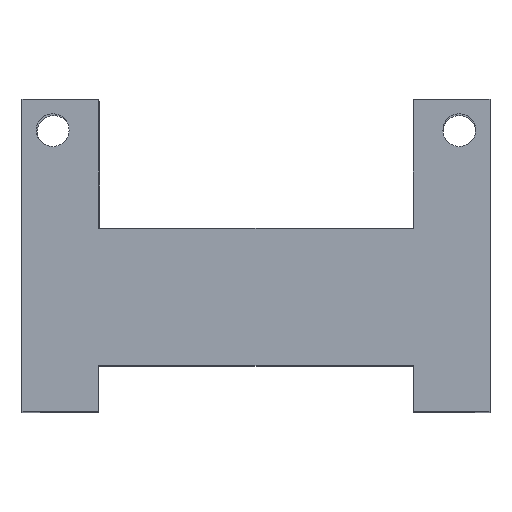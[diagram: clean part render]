
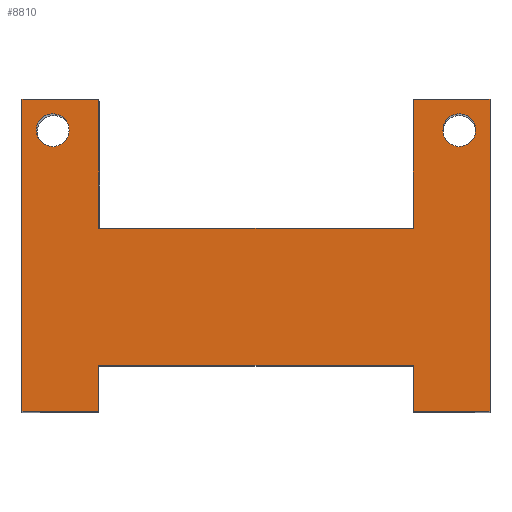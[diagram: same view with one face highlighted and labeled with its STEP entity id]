
A CAD part, top view. The second image highlights one B-rep face of the part: STEP entity #8810.
In plain terms, the highlighted planar face has unit normal (0, 0, 1).
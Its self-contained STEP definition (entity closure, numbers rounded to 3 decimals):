
#21=FACE_BOUND('',#889,.T.);
#22=FACE_BOUND('',#890,.T.);
#27=CIRCLE('',#9228,5.343);
#29=CIRCLE('',#9231,5.343);
#462=FACE_OUTER_BOUND('',#888,.T.);
#888=EDGE_LOOP('',(#7961,#7962,#7963,#7964,#7965,#7966,#7967,#7968,#7969,
#7970,#7971,#7972));
#889=EDGE_LOOP('',(#7973));
#890=EDGE_LOOP('',(#7974));
#2070=LINE('',#13737,#3315);
#2074=LINE('',#13746,#3319);
#2078=LINE('',#13753,#3323);
#2082=LINE('',#13769,#3327);
#2087=LINE('',#13778,#3332);
#2124=LINE('',#13850,#3369);
#2126=LINE('',#13854,#3371);
#2128=LINE('',#13858,#3373);
#2130=LINE('',#13862,#3375);
#2132=LINE('',#13866,#3377);
#2134=LINE('',#13869,#3379);
#2135=LINE('',#13871,#3380);
#3315=VECTOR('',#11235,10.);
#3319=VECTOR('',#11241,10.);
#3323=VECTOR('',#11247,10.);
#3327=VECTOR('',#11265,10.);
#3332=VECTOR('',#11272,10.);
#3369=VECTOR('',#11335,10.);
#3371=VECTOR('',#11339,10.);
#3373=VECTOR('',#11343,10.);
#3375=VECTOR('',#11347,10.);
#3377=VECTOR('',#11351,10.);
#3379=VECTOR('',#11355,10.);
#3380=VECTOR('',#11358,10.);
#4174=VERTEX_POINT('',#13735);
#4175=VERTEX_POINT('',#13736);
#4178=VERTEX_POINT('',#13744);
#4179=VERTEX_POINT('',#13745);
#4182=VERTEX_POINT('',#13756);
#4184=VERTEX_POINT('',#13762);
#4186=VERTEX_POINT('',#13768);
#4189=VERTEX_POINT('',#13776);
#4210=VERTEX_POINT('',#13847);
#4211=VERTEX_POINT('',#13849);
#4212=VERTEX_POINT('',#13853);
#4213=VERTEX_POINT('',#13857);
#4214=VERTEX_POINT('',#13861);
#4215=VERTEX_POINT('',#13865);
#5399=EDGE_CURVE('',#4174,#4175,#2070,.T.);
#5403=EDGE_CURVE('',#4178,#4179,#2074,.T.);
#5407=EDGE_CURVE('',#4175,#4178,#2078,.T.);
#5409=EDGE_CURVE('',#4182,#4182,#27,.T.);
#5412=EDGE_CURVE('',#4184,#4184,#29,.T.);
#5415=EDGE_CURVE('',#4186,#4174,#2082,.T.);
#5420=EDGE_CURVE('',#4179,#4189,#2087,.T.);
#5457=EDGE_CURVE('',#4211,#4210,#2124,.T.);
#5459=EDGE_CURVE('',#4212,#4211,#2126,.T.);
#5461=EDGE_CURVE('',#4213,#4212,#2128,.T.);
#5463=EDGE_CURVE('',#4214,#4213,#2130,.T.);
#5465=EDGE_CURVE('',#4215,#4214,#2132,.T.);
#5467=EDGE_CURVE('',#4189,#4215,#2134,.T.);
#5468=EDGE_CURVE('',#4210,#4186,#2135,.T.);
#7961=ORIENTED_EDGE('',*,*,#5403,.T.);
#7962=ORIENTED_EDGE('',*,*,#5420,.T.);
#7963=ORIENTED_EDGE('',*,*,#5467,.T.);
#7964=ORIENTED_EDGE('',*,*,#5465,.T.);
#7965=ORIENTED_EDGE('',*,*,#5463,.T.);
#7966=ORIENTED_EDGE('',*,*,#5461,.T.);
#7967=ORIENTED_EDGE('',*,*,#5459,.T.);
#7968=ORIENTED_EDGE('',*,*,#5457,.T.);
#7969=ORIENTED_EDGE('',*,*,#5468,.T.);
#7970=ORIENTED_EDGE('',*,*,#5415,.T.);
#7971=ORIENTED_EDGE('',*,*,#5399,.T.);
#7972=ORIENTED_EDGE('',*,*,#5407,.T.);
#7973=ORIENTED_EDGE('',*,*,#5409,.T.);
#7974=ORIENTED_EDGE('',*,*,#5412,.T.);
#8390=PLANE('',#9254);
#8810=ADVANCED_FACE('',(#462,#21,#22),#8390,.T.);
#9228=AXIS2_PLACEMENT_3D('',#13757,#11251,#11252);
#9231=AXIS2_PLACEMENT_3D('',#13763,#11258,#11259);
#9254=AXIS2_PLACEMENT_3D('',#13872,#11359,#11360);
#11235=DIRECTION('',(0.,-1.,0.));
#11241=DIRECTION('',(0.,1.,0.));
#11247=DIRECTION('',(-1.,0.,0.));
#11251=DIRECTION('center_axis',(0.,0.,-1.));
#11252=DIRECTION('ref_axis',(1.,0.,0.));
#11258=DIRECTION('center_axis',(0.,0.,-1.));
#11259=DIRECTION('ref_axis',(1.,0.,0.));
#11265=DIRECTION('',(-1.,0.,0.));
#11272=DIRECTION('',(-1.,0.,0.));
#11335=DIRECTION('',(1.,0.,0.));
#11339=DIRECTION('',(0.,-1.,0.));
#11343=DIRECTION('',(1.,0.,0.));
#11347=DIRECTION('',(0.,1.,0.));
#11351=DIRECTION('',(1.,0.,0.));
#11355=DIRECTION('',(0.,-1.,0.));
#11358=DIRECTION('',(0.,1.,0.));
#11359=DIRECTION('center_axis',(0.,0.,1.));
#11360=DIRECTION('ref_axis',(1.,0.,0.));
#13735=CARTESIAN_POINT('',(127.4,101.6,5.));
#13736=CARTESIAN_POINT('',(127.4,59.6,5.));
#13737=CARTESIAN_POINT('',(127.4,76.2,5.));
#13744=CARTESIAN_POINT('',(25.,59.6,5.));
#13745=CARTESIAN_POINT('',(25.,101.6,5.));
#13746=CARTESIAN_POINT('',(25.,55.2,5.));
#13753=CARTESIAN_POINT('',(101.8,59.6,5.));
#13756=CARTESIAN_POINT('',(4.657,91.6,5.));
#13757=CARTESIAN_POINT('Origin',(10.,91.6,5.));
#13762=CARTESIAN_POINT('',(137.057,91.6,5.));
#13763=CARTESIAN_POINT('Origin',(142.4,91.6,5.));
#13768=CARTESIAN_POINT('',(152.4,101.6,5.));
#13769=CARTESIAN_POINT('',(152.4,101.6,5.));
#13776=CARTESIAN_POINT('',(0.,101.6,5.));
#13778=CARTESIAN_POINT('',(152.4,101.6,5.));
#13847=CARTESIAN_POINT('',(152.4,0.,5.));
#13849=CARTESIAN_POINT('',(127.4,0.,5.));
#13850=CARTESIAN_POINT('',(152.4,0.,5.));
#13853=CARTESIAN_POINT('',(127.4,15.,5.));
#13854=CARTESIAN_POINT('',(127.4,0.,5.));
#13857=CARTESIAN_POINT('',(25.,15.,5.));
#13858=CARTESIAN_POINT('',(127.4,15.,5.));
#13861=CARTESIAN_POINT('',(25.,0.,5.));
#13862=CARTESIAN_POINT('',(25.,15.,5.));
#13865=CARTESIAN_POINT('',(0.,0.,5.));
#13866=CARTESIAN_POINT('',(0.,0.,5.));
#13869=CARTESIAN_POINT('',(0.,101.6,5.));
#13871=CARTESIAN_POINT('',(152.4,0.,5.));
#13872=CARTESIAN_POINT('Origin',(76.2,50.8,5.));
